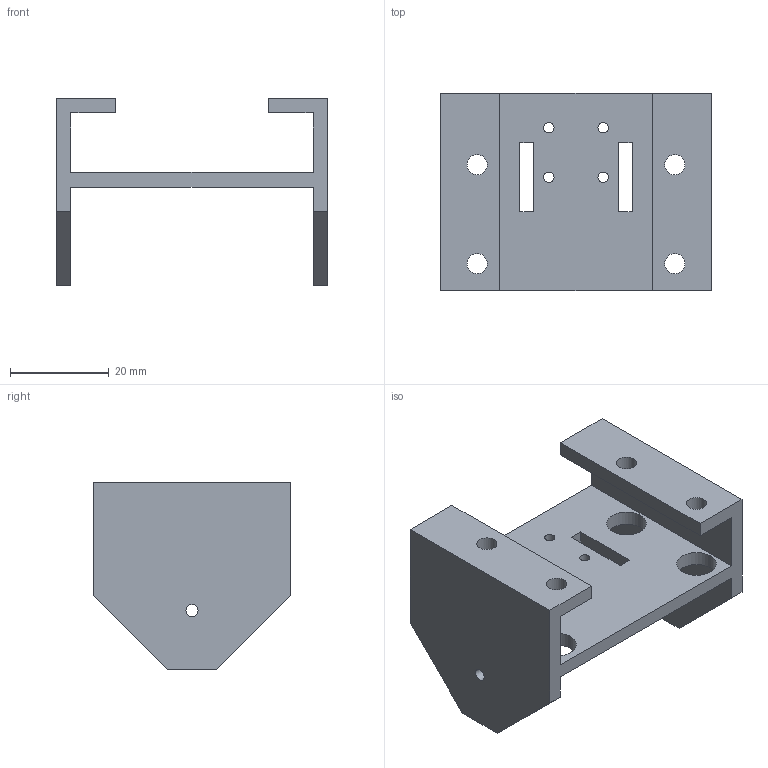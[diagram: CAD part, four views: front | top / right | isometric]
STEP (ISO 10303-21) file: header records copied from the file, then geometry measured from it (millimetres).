
FILE_DESCRIPTION(/* description */ (''),/* implementation_level */ '2;1');
FILE_NAME(/* name */ 'attocube_holder.stp',/* time_stamp */ '2025-07-23T17:03:35+02:00',/* author */ ('gaiadaprato'),/* organization */ (''),/* preprocessor_version */ 'ST-DEVELOPER v19.2',/* originating_system */ 'Autodesk Inventor 2024',/* authorisation */ '');
FILE_SCHEMA (('AUTOMOTIVE_DESIGN { 1 0 10303 214 3 1 1 }'));
Length unit declared in the file: millimetre
Products named in the file (1): attocube_holder
Bounding box: 55 x 40 x 38 mm (x, y, z)
Volume: 14751.5 mm3; surface area: 11609 mm2
Topology: 1 solids, 1 shells, 44 faces, 126 edges, 85 vertices
Faces by surface type: plane 30, cylinder 14
Full cylindrical faces by diameter (mm): 2.1 x4, 2.459 x2, 4.1 x4, 8 x4
Entity records: 1609 total; most frequent: CARTESIAN_POINT 256, ORIENTED_EDGE 252, DIRECTION 244, EDGE_CURVE 126, LINE 98, VECTOR 98, VERTEX_POINT 84, EDGE_LOOP 76
